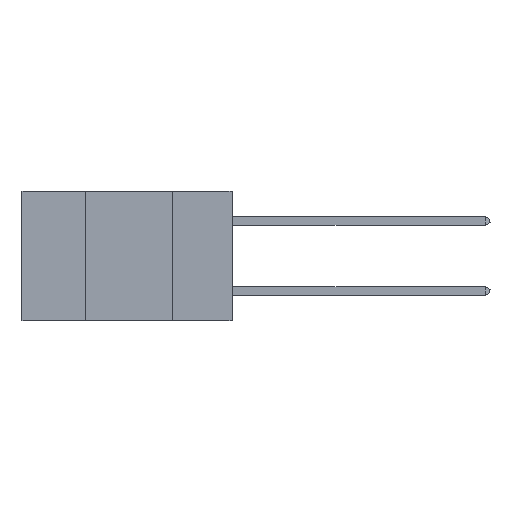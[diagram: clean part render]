
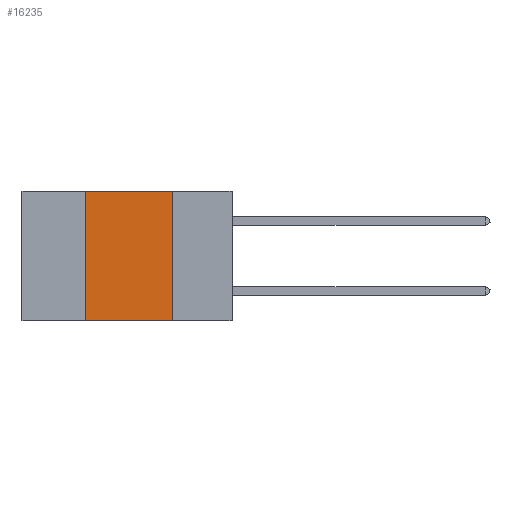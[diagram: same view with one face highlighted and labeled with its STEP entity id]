
A CAD part, left-side view. The second image highlights one B-rep face of the part: STEP entity #16235.
In plain terms, the highlighted planar face has unit normal (-1, 0, 0).
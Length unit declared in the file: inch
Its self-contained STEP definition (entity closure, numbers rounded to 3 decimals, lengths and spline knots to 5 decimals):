
#354 = CARTESIAN_POINT ( 'NONE',  ( 0., 0.17, 0. ) ) ;
#845 = LINE ( 'NONE', #36941, #32809 ) ;
#3152 = VECTOR ( 'NONE', #17610, 39.37008 ) ;
#3378 = ORIENTED_EDGE ( 'NONE', *, *, #20238, .T. ) ;
#5318 = DIRECTION ( 'NONE',  ( 0., 0., -1. ) ) ;
#5955 = DIRECTION ( 'NONE',  ( 0., -1., 0. ) ) ;
#6967 = LINE ( 'NONE', #27132, #3152 ) ;
#7171 = VERTEX_POINT ( 'NONE', #34056 ) ;
#7990 = EDGE_CURVE ( 'NONE', #8185, #7171, #19917, .T. ) ;
#8185 = VERTEX_POINT ( 'NONE', #354 ) ;
#8328 = VERTEX_POINT ( 'NONE', #16693 ) ;
#8903 = EDGE_CURVE ( 'NONE', #8328, #24220, #20775, .T. ) ;
#11609 = ORIENTED_EDGE ( 'NONE', *, *, #7990, .F. ) ;
#11697 = CARTESIAN_POINT ( 'NONE',  ( 0., 0.42, 0. ) ) ;
#14188 = CARTESIAN_POINT ( 'NONE',  ( 0., 0.17, 0. ) ) ;
#14229 = CARTESIAN_POINT ( 'NONE',  ( 0., 0.42, 0. ) ) ;
#15184 = EDGE_LOOP ( 'NONE', ( #11609, #38517, #30810, #3378 ) ) ;
#16235 = ADVANCED_FACE ( 'NONE', ( #32422 ), #27526, .F. ) ;
#16693 = CARTESIAN_POINT ( 'NONE',  ( 0., 0.42, -0.37 ) ) ;
#17603 = CARTESIAN_POINT ( 'NONE',  ( 0., 0.6, 0. ) ) ;
#17610 = DIRECTION ( 'NONE',  ( 0., -1., 0. ) ) ;
#18366 = VECTOR ( 'NONE', #28380, 39.37008 ) ;
#19917 = LINE ( 'NONE', #14188, #28194 ) ;
#20238 = EDGE_CURVE ( 'NONE', #8328, #7171, #845, .T. ) ;
#20775 = LINE ( 'NONE', #11697, #18366 ) ;
#23205 = EDGE_CURVE ( 'NONE', #24220, #8185, #6967, .T. ) ;
#23293 = DIRECTION ( 'NONE',  ( 0., 0., -1. ) ) ;
#24220 = VERTEX_POINT ( 'NONE', #14229 ) ;
#27132 = CARTESIAN_POINT ( 'NONE',  ( 0., 0.6, 0. ) ) ;
#27185 = AXIS2_PLACEMENT_3D ( 'NONE', #17603, #33466, #5318 ) ;
#27526 = PLANE ( 'NONE',  #27185 ) ;
#28194 = VECTOR ( 'NONE', #23293, 39.37008 ) ;
#28380 = DIRECTION ( 'NONE',  ( 0., 0., 1. ) ) ;
#30810 = ORIENTED_EDGE ( 'NONE', *, *, #8903, .F. ) ;
#32422 = FACE_OUTER_BOUND ( 'NONE', #15184, .T. ) ;
#32809 = VECTOR ( 'NONE', #5955, 39.37008 ) ;
#33466 = DIRECTION ( 'NONE',  ( 1., 0., 0. ) ) ;
#34056 = CARTESIAN_POINT ( 'NONE',  ( 0., 0.17, -0.37 ) ) ;
#36941 = CARTESIAN_POINT ( 'NONE',  ( 0., 0.6, -0.37 ) ) ;
#38517 = ORIENTED_EDGE ( 'NONE', *, *, #23205, .F. ) ;
